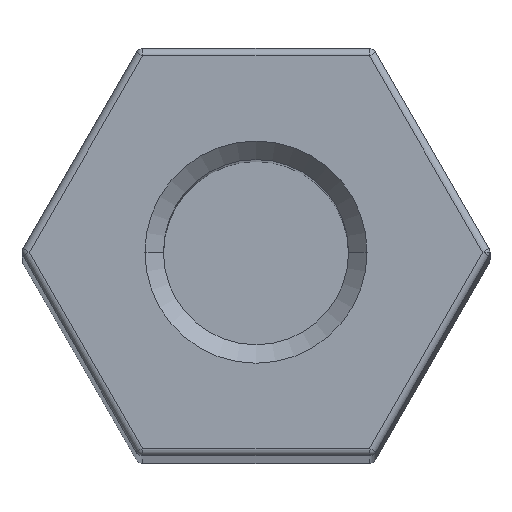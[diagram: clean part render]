
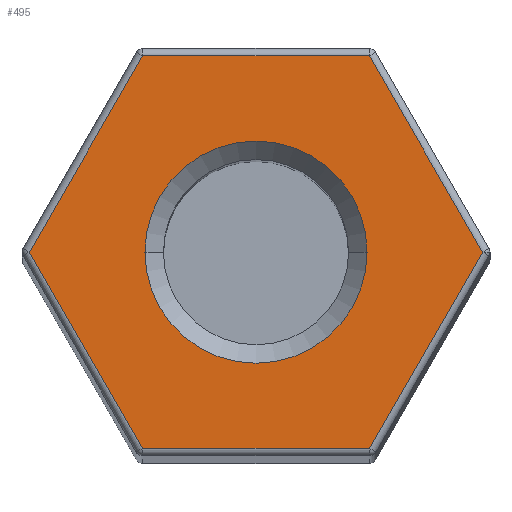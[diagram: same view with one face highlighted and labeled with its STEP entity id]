
A CAD part, top view. The second image highlights one B-rep face of the part: STEP entity #495.
In plain terms, the highlighted planar face has unit normal (0, 0, 1).
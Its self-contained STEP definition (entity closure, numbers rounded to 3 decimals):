
#17 = AXIS2_PLACEMENT_3D ( 'NONE', #180, #926, #304 ) ;
#18 = LINE ( 'NONE', #924, #526 ) ;
#57 = EDGE_LOOP ( 'NONE', ( #951, #1212, #140, #975, #462, #1286 ) ) ;
#100 = CARTESIAN_POINT ( 'NONE',  ( 3.06, 0., 60. ) ) ;
#104 = CARTESIAN_POINT ( 'NONE',  ( -1.53, -2.65, 60. ) ) ;
#107 = FACE_BOUND ( 'NONE', #903, .T. ) ;
#123 = CARTESIAN_POINT ( 'NONE',  ( -1.53, 2.65, 60. ) ) ;
#140 = ORIENTED_EDGE ( 'NONE', *, *, #1008, .T. ) ;
#142 = VERTEX_POINT ( 'NONE', #123 ) ;
#161 = VECTOR ( 'NONE', #635, 1000. ) ;
#169 = DIRECTION ( 'NONE',  ( 0., 0., 1. ) ) ;
#176 = DIRECTION ( 'NONE',  ( -1., 0., 0. ) ) ;
#180 = CARTESIAN_POINT ( 'NONE',  ( 0., 0., 60. ) ) ;
#192 = CARTESIAN_POINT ( 'NONE',  ( 0., 0., 60. ) ) ;
#198 = LINE ( 'NONE', #1121, #1278 ) ;
#230 = VECTOR ( 'NONE', #176, 1000. ) ;
#294 = VERTEX_POINT ( 'NONE', #1308 ) ;
#304 = DIRECTION ( 'NONE',  ( 1., 0., 0. ) ) ;
#307 = DIRECTION ( 'NONE',  ( 0.5, 0.866, 0. ) ) ;
#310 = DIRECTION ( 'NONE',  ( 1., 0., 0. ) ) ;
#316 = VERTEX_POINT ( 'NONE', #594 ) ;
#348 = AXIS2_PLACEMENT_3D ( 'NONE', #192, #935, #310 ) ;
#406 = CARTESIAN_POINT ( 'NONE',  ( -1.501, -2.7, 60. ) ) ;
#410 = CARTESIAN_POINT ( 'NONE',  ( 3.089, 0.05, 60. ) ) ;
#440 = CIRCLE ( 'NONE', #17, 1.5 ) ;
#454 = CARTESIAN_POINT ( 'NONE',  ( -1.5, 0., 60. ) ) ;
#462 = ORIENTED_EDGE ( 'NONE', *, *, #1031, .T. ) ;
#485 = VECTOR ( 'NONE', #1225, 1000. ) ;
#491 = ORIENTED_EDGE ( 'NONE', *, *, #1336, .T. ) ;
#495 = ADVANCED_FACE ( 'NONE', ( #713, #107 ), #499, .T. ) ;
#499 = PLANE ( 'NONE',  #678 ) ;
#521 = CARTESIAN_POINT ( 'NONE',  ( 1.501, 2.7, 60. ) ) ;
#526 = VECTOR ( 'NONE', #1114, 1000. ) ;
#584 = VERTEX_POINT ( 'NONE', #100 ) ;
#594 = CARTESIAN_POINT ( 'NONE',  ( -3.06, 0., 60. ) ) ;
#603 = VERTEX_POINT ( 'NONE', #104 ) ;
#617 = CARTESIAN_POINT ( 'NONE',  ( 3.175, 0., 60. ) ) ;
#629 = DIRECTION ( 'NONE',  ( 1., 0., 0. ) ) ;
#635 = DIRECTION ( 'NONE',  ( -0.5, 0.866, 0. ) ) ;
#678 = AXIS2_PLACEMENT_3D ( 'NONE', #617, #169, #721 ) ;
#713 = FACE_OUTER_BOUND ( 'NONE', #57, .T. ) ;
#721 = DIRECTION ( 'NONE',  ( 1., 0., 0. ) ) ;
#723 = CARTESIAN_POINT ( 'NONE',  ( -1.588, 2.65, 60. ) ) ;
#743 = VECTOR ( 'NONE', #307, 1000. ) ;
#753 = CARTESIAN_POINT ( 'NONE',  ( 1.5, 0., 60. ) ) ;
#772 = LINE ( 'NONE', #521, #161 ) ;
#777 = ORIENTED_EDGE ( 'NONE', *, *, #1045, .T. ) ;
#792 = CARTESIAN_POINT ( 'NONE',  ( 1.53, 2.65, 60. ) ) ;
#801 = LINE ( 'NONE', #410, #743 ) ;
#861 = VERTEX_POINT ( 'NONE', #792 ) ;
#903 = EDGE_LOOP ( 'NONE', ( #491, #777 ) ) ;
#924 = CARTESIAN_POINT ( 'NONE',  ( -3.089, -0.05, 60. ) ) ;
#926 = DIRECTION ( 'NONE',  ( 0., 0., -1. ) ) ;
#935 = DIRECTION ( 'NONE',  ( 0., 0., -1. ) ) ;
#951 = ORIENTED_EDGE ( 'NONE', *, *, #995, .T. ) ;
#975 = ORIENTED_EDGE ( 'NONE', *, *, #1020, .T. ) ;
#995 = EDGE_CURVE ( 'NONE', #861, #142, #1358, .T. ) ;
#997 = EDGE_CURVE ( 'NONE', #142, #316, #18, .T. ) ;
#998 = CIRCLE ( 'NONE', #348, 1.5 ) ;
#1008 = EDGE_CURVE ( 'NONE', #316, #603, #1314, .T. ) ;
#1020 = EDGE_CURVE ( 'NONE', #603, #294, #198, .T. ) ;
#1031 = EDGE_CURVE ( 'NONE', #294, #584, #801, .T. ) ;
#1038 = EDGE_CURVE ( 'NONE', #584, #861, #772, .T. ) ;
#1045 = EDGE_CURVE ( 'NONE', #1177, #1149, #998, .T. ) ;
#1114 = DIRECTION ( 'NONE',  ( -0.5, -0.866, 0. ) ) ;
#1121 = CARTESIAN_POINT ( 'NONE',  ( 1.588, -2.65, 60. ) ) ;
#1149 = VERTEX_POINT ( 'NONE', #753 ) ;
#1177 = VERTEX_POINT ( 'NONE', #454 ) ;
#1212 = ORIENTED_EDGE ( 'NONE', *, *, #997, .T. ) ;
#1225 = DIRECTION ( 'NONE',  ( 0.5, -0.866, 0. ) ) ;
#1278 = VECTOR ( 'NONE', #629, 1000. ) ;
#1286 = ORIENTED_EDGE ( 'NONE', *, *, #1038, .T. ) ;
#1308 = CARTESIAN_POINT ( 'NONE',  ( 1.53, -2.65, 60. ) ) ;
#1314 = LINE ( 'NONE', #406, #485 ) ;
#1336 = EDGE_CURVE ( 'NONE', #1149, #1177, #440, .T. ) ;
#1358 = LINE ( 'NONE', #723, #230 ) ;
